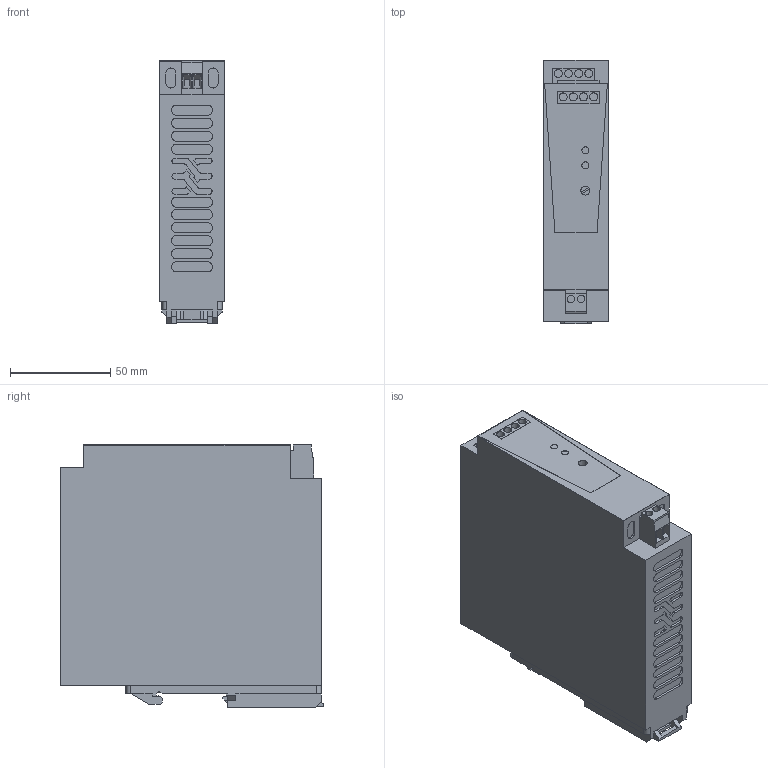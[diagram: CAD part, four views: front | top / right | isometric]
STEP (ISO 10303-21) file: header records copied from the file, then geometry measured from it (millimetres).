
FILE_DESCRIPTION(('CATIA V5R24 STEP','CAx-IF Rec.Pracs.--- Model Styling and Organization---1.2---2011-12-15'),'2;1');
FILE_NAME ('8898027_3_2001800000_S3D_PRO_DCDC_120W_24V_5A.stp','2017-09-05T12:50:07+00:00',('none'),('Weidmueller'),'CATIA Version 5-6 Release 2014 SP4','CATIA V5 STEP AP214','none');
FILE_SCHEMA(('AUTOMOTIVE_DESIGN { 1 0 10303 214 1 1 1 1 }'));
Length unit declared in the file: millimetre
Products named in the file (1): S3D_PRO_DCDC_120W_24V_5A
Bounding box: 32 x 131.2 x 130.5 mm (x, y, z)
Volume: 501692.4 mm3; surface area: 67435.2 mm2
Topology: 9 solids, 9 shells, 527 faces, 1357 edges, 897 vertices
Faces by surface type: plane 383, cylinder 83, extrusion 61
Entity records: 16415 total; most frequent: CARTESIAN_POINT 4045, ORIENTED_EDGE 2714, DIRECTION 1815, EDGE_CURVE 1357, VECTOR 1021, LINE 960, VERTEX_POINT 897, EDGE_LOOP 590
